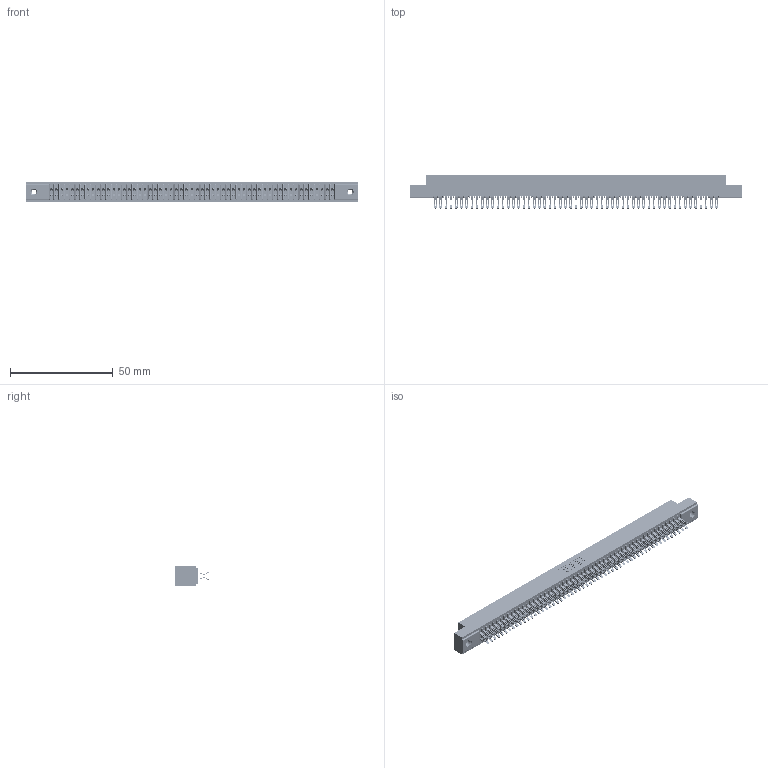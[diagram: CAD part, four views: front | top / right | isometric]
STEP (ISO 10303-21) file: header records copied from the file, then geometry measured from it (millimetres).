
FILE_DESCRIPTION (( 'STEP AP203' ), '1' );
FILE_NAME ('341-110-555-208.STEP', '2018-08-08T12:50:01', ( '' ), ( '' ), 'SwSTEP 2.0', 'SolidWorks 2016', '' );
FILE_SCHEMA (( 'CONFIG_CONTROL_DESIGN' ));
Length unit declared in the file: inch
Products named in the file (4): 341-110-555-208; 341 Part_.156 (3.96) Dia Mounting Holes; 341-292-001_341-292-155; 345-250-001_345-250-003-102
Assembly tree (113 placements, depth 2):
  341-110-555-208
    341 Part_.156 (3.96) Dia Mounting Holes
    341-292-001_341-292-155  x110
    345-250-001_345-250-003-102  x2
Bounding box: 161.93 x 16.31 x 10.16 mm (x, y, z)
Volume: 12102.1 mm3; surface area: 22809.6 mm2
Topology: 113 solids, 113 shells, 8756 faces, 26137 edges, 17010 vertices
Faces by surface type: plane 4720, cylinder 3800, sphere 112, torus 112, cone 12
Entity records: 66485 total; most frequent: CARTESIAN_POINT 11050, ORIENTED_EDGE 10966, DIRECTION 10715, EDGE_CURVE 5483, LINE 4425, VECTOR 4425, VERTEX_POINT 3464, AXIS2_PLACEMENT_3D 3145
